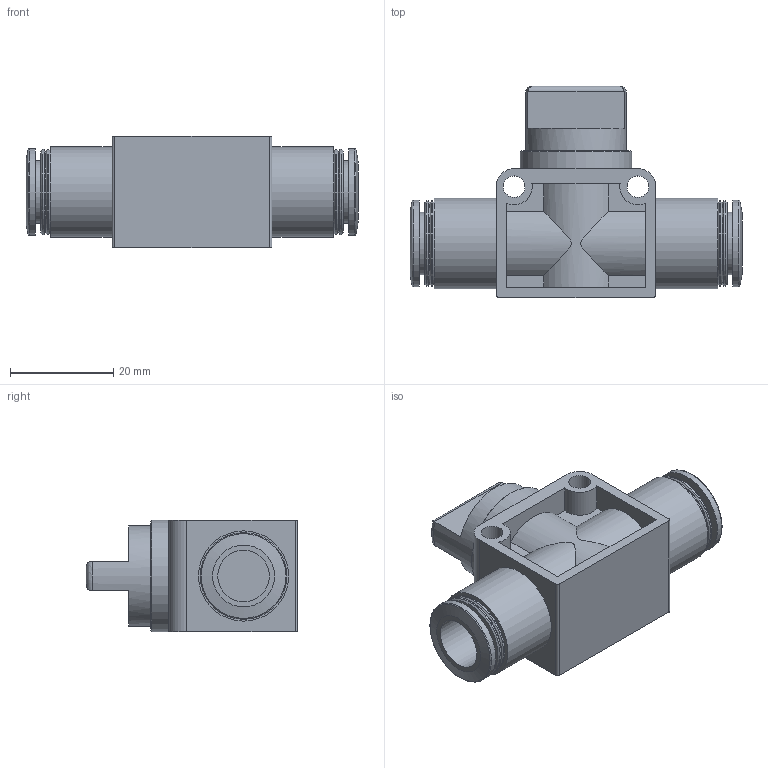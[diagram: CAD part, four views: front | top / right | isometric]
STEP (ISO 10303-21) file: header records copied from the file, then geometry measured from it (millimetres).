
FILE_DESCRIPTION(/* description */ ('STEP AP214'),/* implementation_level */ '2;1');
FILE_NAME(/* name */ '153469_HE-2-QS-10',/* time_stamp */ '2024-08-28T17:11:33+02:00',/* author */ ('License CC BY-ND 4.0'),/* organization */ ('CADENAS'),/* preprocessor_version */ 'ST-DEVELOPER v19.3',/* originating_system */ 'PARTsolutions',/* authorisation */ ' ');
FILE_SCHEMA (('AUTOMOTIVE_DESIGN {1 0 10303 214 3 1 1}'));
Length unit declared in the file: millimetre
Products named in the file (1): 153469 HE-2-QS-10
Bounding box: 64.4 x 41 x 21.7 mm (x, y, z)
Volume: 20819.9 mm3; surface area: 9435.3 mm2
Topology: 1 solids, 1 shells, 86 faces, 197 edges, 126 vertices
Faces by surface type: plane 39, cylinder 32, cone 11, torus 4
Full cylindrical faces by diameter (mm): 4.2 x2, 10 x2, 12.1 x2, 16.5 x4, 16.8 x2, 17.5 x2, 19.5 x1, 21.7 x1
Entity records: 2958 total; most frequent: CARTESIAN_POINT 467, DIRECTION 400, ORIENTED_EDGE 330, EDGE_CURVE 165, AXIS2_PLACEMENT_3D 160, EDGE_LOOP 132, FACE_BOUND 132, VERTEX_POINT 123
